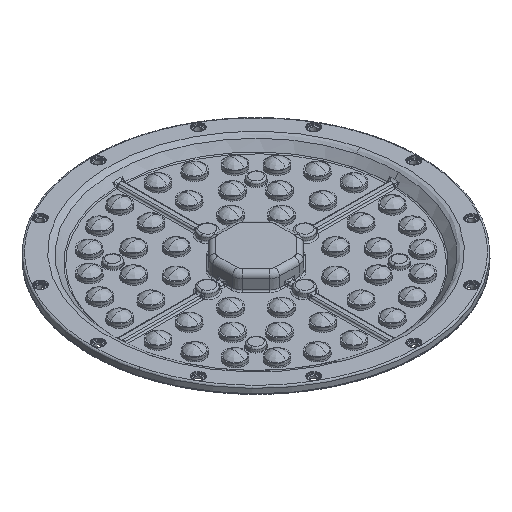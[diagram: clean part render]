
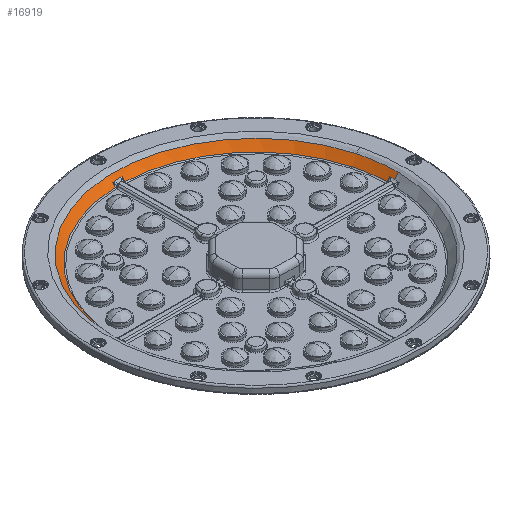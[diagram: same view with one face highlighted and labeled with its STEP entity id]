
A CAD part, isometric view. The second image highlights one B-rep face of the part: STEP entity #16919.
In plain terms, the highlighted conical face has half-angle 40 degrees and reference radius 84.004 mm.
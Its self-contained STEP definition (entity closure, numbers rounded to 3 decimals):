
#3353 = DIRECTION ( 'NONE',  ( 0., 0., 1. ) ) ;
#3359 = CARTESIAN_POINT ( 'NONE',  ( -2.711, -68.707, -0.922 ) ) ;
#3715 = CARTESIAN_POINT ( 'NONE',  ( -81.858, -150., -0.303 ) ) ;
#4776 = EDGE_CURVE ( 'NONE', #86259, #103701, #55190, .T. ) ;
#5359 = CARTESIAN_POINT ( 'NONE',  ( -80.773, -147.256, -1.541 ) ) ;
#7741 = DIRECTION ( 'NONE',  ( -0.966, -0.259, 0. ) ) ;
#8456 = ORIENTED_EDGE ( 'NONE', *, *, #37414, .F. ) ;
#10395 = DIRECTION ( 'NONE',  ( 0.643, 0., 0.766 ) ) ;
#11348 = AXIS2_PLACEMENT_3D ( 'NONE', #36352, #99384, #18668 ) ;
#11777 = CARTESIAN_POINT ( 'NONE',  ( 0., -150., -0.303 ) ) ;
#14490 = EDGE_CURVE ( 'NONE', #59033, #24771, #30963, .T. ) ;
#16919 = ADVANCED_FACE ( 'NONE', ( #103926 ), #78502, .F. ) ;
#18668 = DIRECTION ( 'NONE',  ( -0.966, -0.259, 0. ) ) ;
#19202 = CIRCLE ( 'NONE', #84986, 81.858 ) ;
#20375 = VECTOR ( 'NONE', #10395, 1000. ) ;
#20638 = DIRECTION ( 'NONE',  ( -0.966, -0.259, 0. ) ) ;
#21434 = ORIENTED_EDGE ( 'NONE', *, *, #26372, .F. ) ;
#21894 = AXIS2_PLACEMENT_3D ( 'NONE', #11777, #74794, #110800 ) ;
#23285 = CIRCLE ( 'NONE', #38333, 80.3 ) ;
#23424 = CARTESIAN_POINT ( 'NONE',  ( 80.252, -147.223, -2.16 ) ) ;
#24296 = CARTESIAN_POINT ( 'NONE',  ( -2.777, -69.748, -2.16 ) ) ;
#24771 = VERTEX_POINT ( 'NONE', #110114 ) ;
#26372 = EDGE_CURVE ( 'NONE', #97689, #59033, #39650, .T. ) ;
#27317 = VERTEX_POINT ( 'NONE', #94772 ) ;
#27710 = ORIENTED_EDGE ( 'NONE', *, *, #4776, .T. ) ;
#27746 = AXIS2_PLACEMENT_3D ( 'NONE', #77341, #113339, #32615 ) ;
#27902 = DIRECTION ( 'NONE',  ( 0., 0., 1. ) ) ;
#28060 = ORIENTED_EDGE ( 'NONE', *, *, #58075, .F. ) ;
#29790 = ORIENTED_EDGE ( 'NONE', *, *, #44164, .F. ) ;
#30963 = CIRCLE ( 'NONE', #96834, 80.3 ) ;
#31095 = B_SPLINE_CURVE_WITH_KNOTS ( 'NONE', 3,
 ( #86067, #5359, #41317, #77224 ),
 .UNSPECIFIED., .F., .F.,
 ( 4, 4 ),
 ( 0., 1. ),
 .UNSPECIFIED. ) ;
#31707 = CARTESIAN_POINT ( 'NONE',  ( 0., -150., 2.254 ) ) ;
#32161 = CARTESIAN_POINT ( 'NONE',  ( 80.252, -147.223, -2.16 ) ) ;
#32615 = DIRECTION ( 'NONE',  ( 1., 0., 0. ) ) ;
#32824 = CARTESIAN_POINT ( 'NONE',  ( 2.711, -68.707, -0.922 ) ) ;
#33647 = CARTESIAN_POINT ( 'NONE',  ( -84.003, -150., 2.254 ) ) ;
#34155 = DIRECTION ( 'NONE',  ( 0., 0., -1. ) ) ;
#36259 = CIRCLE ( 'NONE', #102145, 80.3 ) ;
#36352 = CARTESIAN_POINT ( 'NONE',  ( 0., -150., -0.303 ) ) ;
#36971 = ORIENTED_EDGE ( 'NONE', *, *, #14490, .F. ) ;
#37414 = EDGE_CURVE ( 'NONE', #41629, #103701, #107280, .T. ) ;
#38333 = AXIS2_PLACEMENT_3D ( 'NONE', #65395, #101355, #20638 ) ;
#39315 = DIRECTION ( 'NONE',  ( -0.966, -0.259, 0. ) ) ;
#39320 = CARTESIAN_POINT ( 'NONE',  ( -2.744, -69.227, -1.541 ) ) ;
#39650 = B_SPLINE_CURVE_WITH_KNOTS ( 'NONE', 3,
 ( #40985, #76899, #112897, #32161 ),
 .UNSPECIFIED., .F., .F.,
 ( 4, 4 ),
 ( 0., 1. ),
 .UNSPECIFIED. ) ;
#39827 = EDGE_CURVE ( 'NONE', #64557, #70113, #96816, .T. ) ;
#40985 = CARTESIAN_POINT ( 'NONE',  ( 81.814, -147.322, -0.303 ) ) ;
#41317 = CARTESIAN_POINT ( 'NONE',  ( -81.293, -147.289, -0.922 ) ) ;
#41629 = VERTEX_POINT ( 'NONE', #74683 ) ;
#44164 = EDGE_CURVE ( 'NONE', #53671, #27317, #114370, .T. ) ;
#46421 = EDGE_CURVE ( 'NONE', #76762, #97839, #31095, .T. ) ;
#47100 = CIRCLE ( 'NONE', #11348, 81.858 ) ;
#49491 = CARTESIAN_POINT ( 'NONE',  ( -80.252, -147.223, -2.16 ) ) ;
#49759 = AXIS2_PLACEMENT_3D ( 'NONE', #114884, #34155, #70087 ) ;
#52542 = CARTESIAN_POINT ( 'NONE',  ( 0., -150., -2.16 ) ) ;
#52730 = CARTESIAN_POINT ( 'NONE',  ( -81.814, -147.322, -0.303 ) ) ;
#53671 = VERTEX_POINT ( 'NONE', #3715 ) ;
#55190 = LINE ( 'NONE', #91123, #20375 ) ;
#56480 = AXIS2_PLACEMENT_3D ( 'NONE', #31707, #67617, #103605 ) ;
#56924 = ORIENTED_EDGE ( 'NONE', *, *, #78225, .F. ) ;
#58075 = EDGE_CURVE ( 'NONE', #86259, #97689, #72674, .T. ) ;
#59033 = VERTEX_POINT ( 'NONE', #23424 ) ;
#63233 = ORIENTED_EDGE ( 'NONE', *, *, #39827, .F. ) ;
#63810 = DIRECTION ( 'NONE',  ( -0.966, -0.259, 0. ) ) ;
#64557 = VERTEX_POINT ( 'NONE', #91877 ) ;
#65395 = CARTESIAN_POINT ( 'NONE',  ( 0., -150., -2.16 ) ) ;
#67617 = DIRECTION ( 'NONE',  ( 0., 0., -1. ) ) ;
#68667 = CARTESIAN_POINT ( 'NONE',  ( 81.814, -147.322, -0.303 ) ) ;
#68733 = CARTESIAN_POINT ( 'NONE',  ( 2.678, -68.186, -0.303 ) ) ;
#69561 = DIRECTION ( 'NONE',  ( -0.643, 0., 0.766 ) ) ;
#70087 = DIRECTION ( 'NONE',  ( 0.966, 0.259, 0. ) ) ;
#70113 = VERTEX_POINT ( 'NONE', #91145 ) ;
#72519 = EDGE_CURVE ( 'NONE', #24771, #64557, #36259, .T. ) ;
#72674 = CIRCLE ( 'NONE', #21894, 81.858 ) ;
#74683 = CARTESIAN_POINT ( 'NONE',  ( 81.141, -128.258, 2.254 ) ) ;
#74794 = DIRECTION ( 'NONE',  ( 0., 0., 1. ) ) ;
#75224 = CARTESIAN_POINT ( 'NONE',  ( -2.777, -69.748, -2.16 ) ) ;
#76762 = VERTEX_POINT ( 'NONE', #49491 ) ;
#76899 = CARTESIAN_POINT ( 'NONE',  ( 81.293, -147.289, -0.922 ) ) ;
#77224 = CARTESIAN_POINT ( 'NONE',  ( -81.814, -147.322, -0.303 ) ) ;
#77341 = CARTESIAN_POINT ( 'NONE',  ( 0., -150., 2.254 ) ) ;
#77553 = CARTESIAN_POINT ( 'NONE',  ( 2.777, -69.748, -2.16 ) ) ;
#78225 = EDGE_CURVE ( 'NONE', #89250, #79804, #86200, .T. ) ;
#78502 = CONICAL_SURFACE ( 'NONE', #27746, 84.003, 0.698 ) ;
#79804 = VERTEX_POINT ( 'NONE', #24296 ) ;
#82360 = ORIENTED_EDGE ( 'NONE', *, *, #72519, .F. ) ;
#83650 = EDGE_CURVE ( 'NONE', #79804, #76762, #23285, .T. ) ;
#83862 = EDGE_LOOP ( 'NONE', ( #29790, #100807, #90865, #104510, #56924, #99575, #63233, #82360, #36971, #21434, #28060, #27710, #8456, #116336 ) ) ;
#84068 = CARTESIAN_POINT ( 'NONE',  ( 0., -150., -2.16 ) ) ;
#84073 = CARTESIAN_POINT ( 'NONE',  ( -2.678, -68.186, -0.303 ) ) ;
#84986 = AXIS2_PLACEMENT_3D ( 'NONE', #108631, #27902, #63810 ) ;
#85895 = EDGE_CURVE ( 'NONE', #27317, #41629, #100609, .T. ) ;
#86067 = CARTESIAN_POINT ( 'NONE',  ( -80.252, -147.223, -2.16 ) ) ;
#86200 = B_SPLINE_CURVE_WITH_KNOTS ( 'NONE', 3,
 ( #84073, #3359, #39320, #75224 ),
 .UNSPECIFIED., .F., .F.,
 ( 4, 4 ),
 ( 0., 1. ),
 .UNSPECIFIED. ) ;
#86259 = VERTEX_POINT ( 'NONE', #108078 ) ;
#88460 = DIRECTION ( 'NONE',  ( 0., 0., 1. ) ) ;
#89250 = VERTEX_POINT ( 'NONE', #116245 ) ;
#90865 = ORIENTED_EDGE ( 'NONE', *, *, #46421, .F. ) ;
#91123 = CARTESIAN_POINT ( 'NONE',  ( 84.003, -150., 2.254 ) ) ;
#91145 = CARTESIAN_POINT ( 'NONE',  ( 2.678, -68.186, -0.303 ) ) ;
#91877 = CARTESIAN_POINT ( 'NONE',  ( 2.777, -69.748, -2.16 ) ) ;
#94645 = VECTOR ( 'NONE', #69561, 1000. ) ;
#94772 = CARTESIAN_POINT ( 'NONE',  ( -84.003, -150., 2.254 ) ) ;
#96816 = B_SPLINE_CURVE_WITH_KNOTS ( 'NONE', 3,
 ( #77553, #113557, #32824, #68733 ),
 .UNSPECIFIED., .F., .F.,
 ( 4, 4 ),
 ( 0., 1. ),
 .UNSPECIFIED. ) ;
#96834 = AXIS2_PLACEMENT_3D ( 'NONE', #84068, #3353, #39315 ) ;
#97689 = VERTEX_POINT ( 'NONE', #68667 ) ;
#97839 = VERTEX_POINT ( 'NONE', #52730 ) ;
#98379 = CARTESIAN_POINT ( 'NONE',  ( 84.003, -150., 2.254 ) ) ;
#99384 = DIRECTION ( 'NONE',  ( 0., 0., 1. ) ) ;
#99575 = ORIENTED_EDGE ( 'NONE', *, *, #102934, .F. ) ;
#100609 = CIRCLE ( 'NONE', #49759, 84.003 ) ;
#100807 = ORIENTED_EDGE ( 'NONE', *, *, #107481, .F. ) ;
#101355 = DIRECTION ( 'NONE',  ( 0., 0., 1. ) ) ;
#102145 = AXIS2_PLACEMENT_3D ( 'NONE', #52542, #88460, #7741 ) ;
#102934 = EDGE_CURVE ( 'NONE', #70113, #89250, #47100, .T. ) ;
#103605 = DIRECTION ( 'NONE',  ( 0.966, 0.259, 0. ) ) ;
#103701 = VERTEX_POINT ( 'NONE', #98379 ) ;
#103926 = FACE_OUTER_BOUND ( 'NONE', #83862, .T. ) ;
#104510 = ORIENTED_EDGE ( 'NONE', *, *, #83650, .F. ) ;
#107280 = CIRCLE ( 'NONE', #56480, 84.003 ) ;
#107481 = EDGE_CURVE ( 'NONE', #97839, #53671, #19202, .T. ) ;
#108078 = CARTESIAN_POINT ( 'NONE',  ( 81.858, -150., -0.303 ) ) ;
#108631 = CARTESIAN_POINT ( 'NONE',  ( 0., -150., -0.303 ) ) ;
#110114 = CARTESIAN_POINT ( 'NONE',  ( 77.564, -129.217, -2.16 ) ) ;
#110800 = DIRECTION ( 'NONE',  ( -0.966, -0.259, 0. ) ) ;
#112897 = CARTESIAN_POINT ( 'NONE',  ( 80.773, -147.256, -1.541 ) ) ;
#113339 = DIRECTION ( 'NONE',  ( 0., 0., 1. ) ) ;
#113557 = CARTESIAN_POINT ( 'NONE',  ( 2.744, -69.227, -1.541 ) ) ;
#114370 = LINE ( 'NONE', #33647, #94645 ) ;
#114884 = CARTESIAN_POINT ( 'NONE',  ( 0., -150., 2.254 ) ) ;
#116245 = CARTESIAN_POINT ( 'NONE',  ( -2.678, -68.186, -0.303 ) ) ;
#116336 = ORIENTED_EDGE ( 'NONE', *, *, #85895, .F. ) ;
